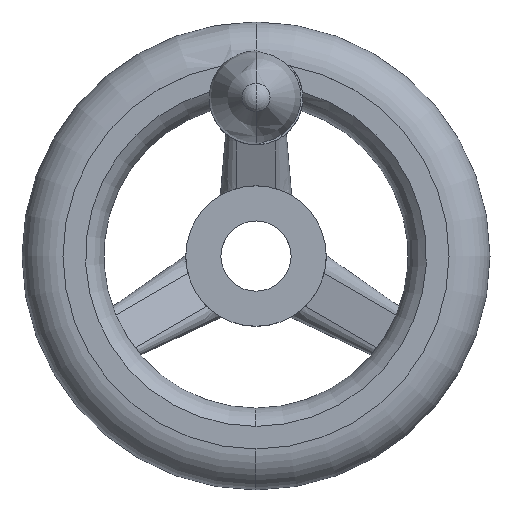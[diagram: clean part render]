
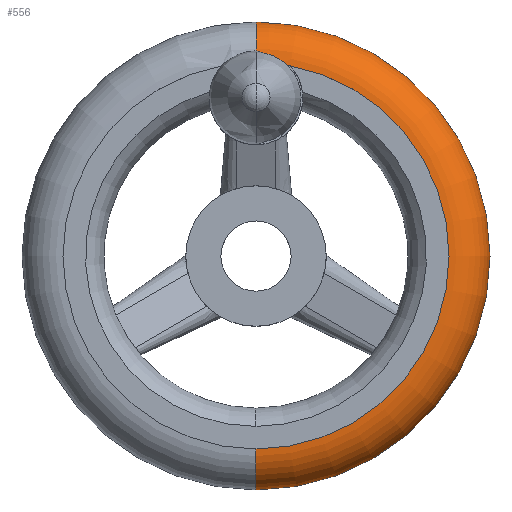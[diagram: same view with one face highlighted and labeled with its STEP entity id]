
A CAD part, top view. The second image highlights one B-rep face of the part: STEP entity #556.
In plain terms, the highlighted toroidal (fillet/blend) face has major radius 33 mm and minor radius 7 mm.
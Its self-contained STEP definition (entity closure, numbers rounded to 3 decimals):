
#270=EDGE_CURVE('',#698,#338,#775,.T.);
#286=EDGE_CURVE('',#422,#376,#791,.T.);
#330=VERTEX_POINT('',#840);
#338=VERTEX_POINT('',#848);
#376=VERTEX_POINT('',#889);
#422=VERTEX_POINT('',#942);
#498=EDGE_CURVE('',#338,#422,#1027,.T.);
#556=ADVANCED_FACE('',(#1094),#1095,.T.);
#560=EDGE_CURVE('',#330,#698,#1099,.T.);
#698=VERTEX_POINT('',#1254);
#724=EDGE_CURVE('',#376,#330,#1283,.T.);
#775=CIRCLE('',#1327,40.0);
#791=CIRCLE('',#1445,33.0);
#840=CARTESIAN_POINT('',(0.,-33.0,29.0));
#848=CARTESIAN_POINT('',(0.,40.0,22.0));
#889=CARTESIAN_POINT('',(5.827,32.481,29.));
#942=CARTESIAN_POINT('',(0.,33.0,29.0));
#1027=CIRCLE('',#1880,7.0);
#1094=FACE_OUTER_BOUND('',#1965,.T.);
#1095=TOROIDAL_SURFACE('',#1966,33.0,7.0);
#1099=CIRCLE('',#1971,7.0);
#1254=CARTESIAN_POINT('',(0.,-40.0,22.0));
#1283=CIRCLE('',#2334,33.0);
#1327=AXIS2_PLACEMENT_3D('',#2448,#2449,#2450);
#1445=AXIS2_PLACEMENT_3D('',#2454,#2455,#2456);
#1880=AXIS2_PLACEMENT_3D('',#2744,#2745,#2746);
#1965=EDGE_LOOP('',(#2835,#2836,#2837,#2838,#2839));
#1966=AXIS2_PLACEMENT_3D('',#2840,#2841,#2842);
#1971=AXIS2_PLACEMENT_3D('',#2843,#2844,#2845);
#2334=AXIS2_PLACEMENT_3D('',#3081,#3082,#3083);
#2448=CARTESIAN_POINT('',(0.,0.,22.0));
#2449=DIRECTION('',(0.,0.,1.0));
#2450=DIRECTION('',(1.0,0.0,0.));
#2454=CARTESIAN_POINT('',(0.,0.,29.0));
#2455=DIRECTION('',(0.,0.,-1.0));
#2456=DIRECTION('',(0.,1.0,0.));
#2744=CARTESIAN_POINT('',(0.,33.0,22.0));
#2745=DIRECTION('',(1.0,0.,0.));
#2746=DIRECTION('',(0.,1.0,0.));
#2835=ORIENTED_EDGE('',*,*,#270,.T.);
#2836=ORIENTED_EDGE('',*,*,#498,.T.);
#2837=ORIENTED_EDGE('',*,*,#286,.T.);
#2838=ORIENTED_EDGE('',*,*,#724,.T.);
#2839=ORIENTED_EDGE('',*,*,#560,.T.);
#2840=CARTESIAN_POINT('',(0.,0.,22.0));
#2841=DIRECTION('',(0.,0.,1.0));
#2842=DIRECTION('',(0.,1.0,0.0));
#2843=CARTESIAN_POINT('',(0.,-33.0,22.0));
#2844=DIRECTION('',(1.0,0.,0.));
#2845=DIRECTION('',(0.,-1.0,0.));
#3081=CARTESIAN_POINT('',(0.,0.,29.0));
#3082=DIRECTION('',(0.,0.,-1.0));
#3083=DIRECTION('',(0.,1.0,0.));
